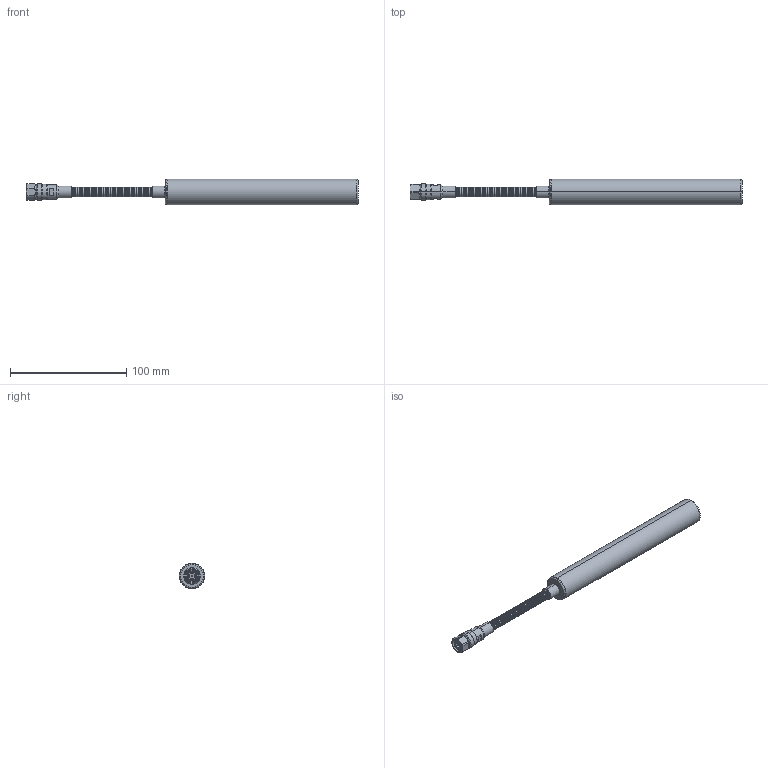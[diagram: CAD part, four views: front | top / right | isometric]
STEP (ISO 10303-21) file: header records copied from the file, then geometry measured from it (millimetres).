
FILE_DESCRIPTION (( 'STEP AP214' ), '1' );
FILE_NAME ('Gooseneck_Antenna_Length287mm_Shape_3D.STEP', '2025-11-04T11:09:54', ( '' ), ( '' ), 'SwSTEP 2.0', 'SolidWorks 2025', '' );
FILE_SCHEMA (( 'AUTOMOTIVE_DESIGN' ));
Length unit declared in the file: millimetre
Products named in the file (1): Gooseneck_Antenna_Length287mm_Shape_3D
Bounding box: 286.03 x 22 x 22 mm (x, y, z)
Volume: 71485.8 mm3; surface area: 17508.8 mm2
Topology: 1 solids, 1 shells, 398 faces, 833 edges, 518 vertices
Faces by surface type: cylinder 133, plane 111, torus 84, cone 70
Entity records: 10998 total; most frequent: DIRECTION 2121, CARTESIAN_POINT 2086, ORIENTED_EDGE 1666, AXIS2_PLACEMENT_3D 961, EDGE_CURVE 833, CIRCLE 562, VERTEX_POINT 518, EDGE_LOOP 479
